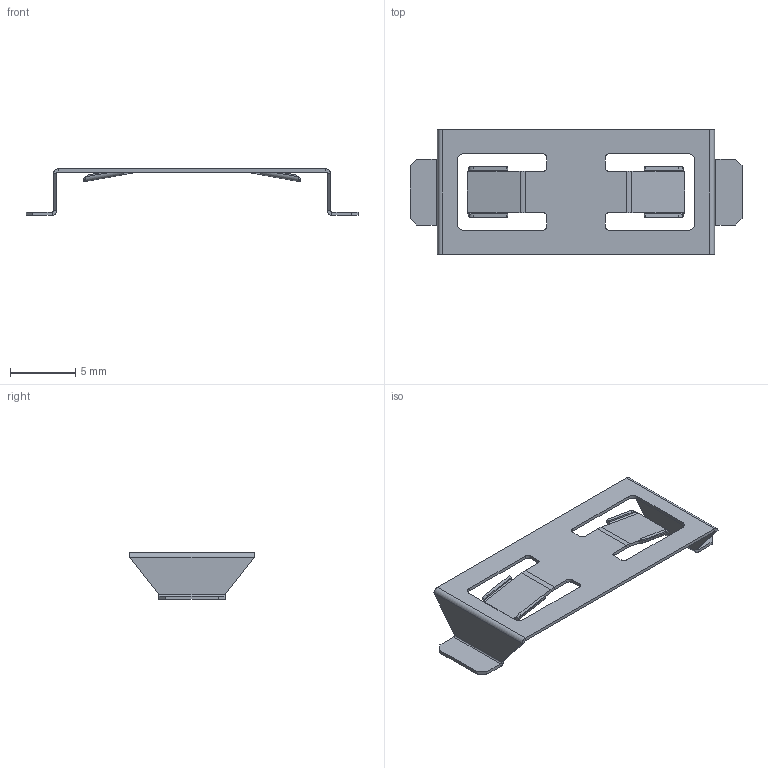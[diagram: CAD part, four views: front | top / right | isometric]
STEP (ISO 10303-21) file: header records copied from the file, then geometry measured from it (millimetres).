
FILE_DESCRIPTION(('FreeCAD Model'),'2;1');
FILE_NAME('BC-2003.step','2020-08-12T19:14:37',('kicad StepUp'),( 'ksu MCAD'),'Open CASCADE STEP processor 7.3','FreeCAD','Unknown');
FILE_SCHEMA(('AUTOMOTIVE_DESIGN { 1 0 10303 214 1 1 1 1 }'));
Length unit declared in the file: millimetre
Products named in the file (1): BC-2003
Bounding box: 25.4 x 9.53 x 3.56 mm (x, y, z)
Volume: 57.9 mm3; surface area: 500.8 mm2
Topology: 1 solids, 1 shells, 130 faces, 304 edges, 176 vertices
Faces by surface type: plane 86, cylinder 40, bspline 4
Entity records: 3685 total; most frequent: CARTESIAN_POINT 711, DIRECTION 614, ORIENTED_EDGE 608, EDGE_CURVE 304, LINE 216, VECTOR 216, AXIS2_PLACEMENT_3D 199, VERTEX_POINT 176
